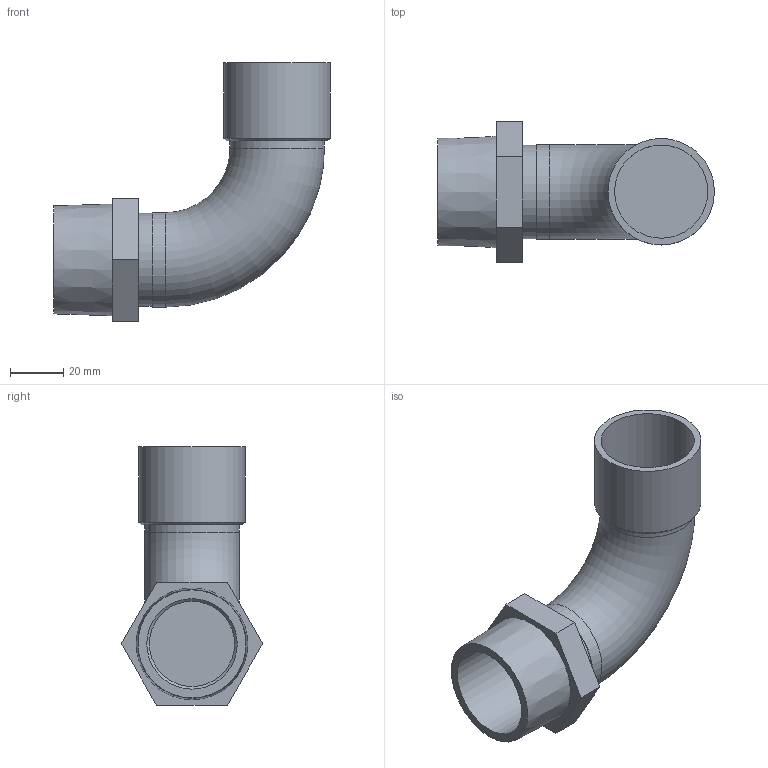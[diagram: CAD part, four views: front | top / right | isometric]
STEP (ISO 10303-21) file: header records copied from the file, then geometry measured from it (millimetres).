
FILE_DESCRIPTION(/* description */ ('Unknown'),/* implementation_level */ '2;1');
FILE_NAME(/* name */ 'F39R11-4DN35',/* time_stamp */ '2016-07-07T14:39:49+02:00',/* author */ ('Unknown'),/* organization */ ('Unknown'),/* preprocessor_version */ 'ST-DEVELOPER v16',/* originating_system */ 'DEX',/* authorisation */ $);
FILE_SCHEMA (('AUTOMOTIVE_DESIGN {1 0 10303 214 3 1 1}'));
Length unit declared in the file: millimetre
Products named in the file (3): F39R11-4DN35; COD90MHDN35corteGEN; ROSCAM11-4_35gen
Assembly tree (2 placements, depth 2):
  F39R11-4DN35
    COD90MHDN35corteGEN
    ROSCAM11-4_35gen
Bounding box: 104 x 53.12 x 97.01 mm (x, y, z)
Volume: 104192.6 mm3; surface area: 28015 mm2
Topology: 2 solids, 2 shells, 25 faces, 51 edges, 34 vertices
Faces by surface type: plane 14, cylinder 7, cone 3, torus 1
Full cylindrical faces by diameter (mm): 32 x1, 34 x1, 35 x2, 35.5 x2, 40 x1
Entity records: 741 total; most frequent: DIRECTION 108, CARTESIAN_POINT 92, ORIENTED_EDGE 70, AXIS2_PLACEMENT_3D 45, EDGE_LOOP 42, FACE_BOUND 42, EDGE_CURVE 35, VERTEX_POINT 29
